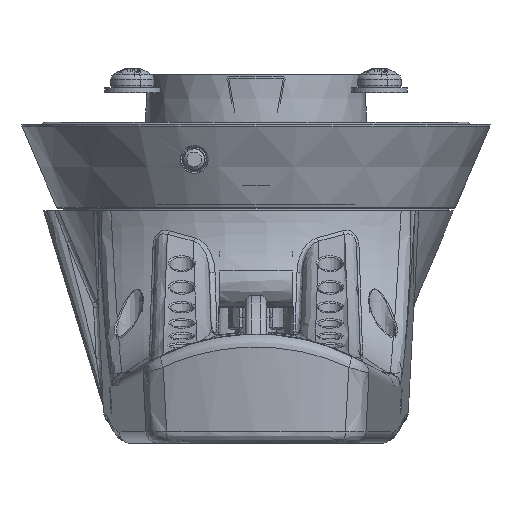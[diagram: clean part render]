
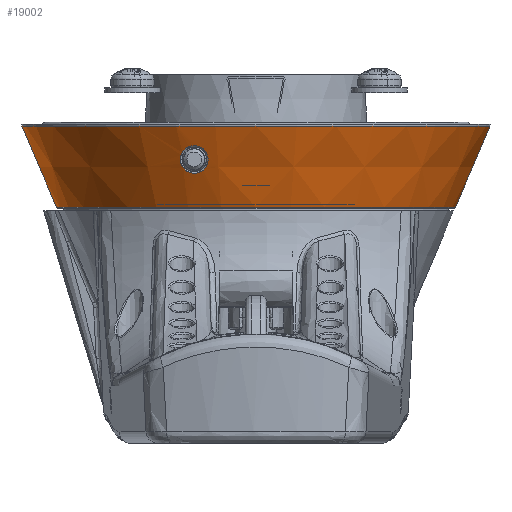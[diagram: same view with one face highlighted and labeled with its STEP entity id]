
A CAD part, front view. The second image highlights one B-rep face of the part: STEP entity #19002.
In plain terms, the highlighted conical face has half-angle 23 degrees and reference radius 32.25 mm.
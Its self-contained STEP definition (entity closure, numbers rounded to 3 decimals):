
#930=CONICAL_SURFACE('',#101674,32.25,23.);
#1595=FACE_BOUND('',#32143,.T.);
#1596=FACE_BOUND('',#32144,.T.);
#1597=FACE_BOUND('',#32145,.T.);
#19002=ADVANCED_FACE('',(#1595,#1596,#1597),#930,.T.);
#32143=EDGE_LOOP('',(#65923));
#32144=EDGE_LOOP('',(#65924));
#32145=EDGE_LOOP('',(#65925));
#37460=B_SPLINE_CURVE_WITH_KNOTS('',3,(#215776,#215777,#215778,#215779,
#215780,#215781,#215782,#215783,#215784,#215785,#215786,#215787,#215788,
#215789,#215790,#215791,#215792,#215793,#215794,#215795,#215796,#215797,
#215798,#215799,#215800,#215801,#215802,#215803,#215804,#215805,#215806,
#215807,#215808,#215809,#215810,#215811,#215812,#215813,#215814,#215815,
#215816,#215817,#215818,#215819,#215820,#215821,#215822,#215823,#215824,
#215825,#215826,#215827,#215828,#215829,#215830,#215831,#215832,#215833),
 .UNSPECIFIED.,.T.,.F.,(1,3,3,3,3,3,3,3,3,3,3,3,3,3,3,3,3,3,3,3,3,1),(-0.052,
0.,0.045,0.107,0.167,0.222,
0.272,0.318,0.363,0.409,
0.463,0.525,0.592,0.655,
0.71,0.759,0.804,0.849,
0.896,0.948,1.,1.045),.UNSPECIFIED.);
#41549=CIRCLE('',#101607,37.896);
#41597=CIRCLE('',#101673,32.302);
#65923=ORIENTED_EDGE('',*,*,#91328,.T.);
#65924=ORIENTED_EDGE('',*,*,#91327,.T.);
#65925=ORIENTED_EDGE('',*,*,#91407,.F.);
#76261=VERTEX_POINT('',#215774);
#76262=VERTEX_POINT('',#215834);
#76334=VERTEX_POINT('',#216183);
#91327=EDGE_CURVE('',#76261,#76261,#41549,.T.);
#91328=EDGE_CURVE('',#76262,#76262,#37460,.T.);
#91407=EDGE_CURVE('',#76334,#76334,#41597,.T.);
#101607=AXIS2_PLACEMENT_3D('',#215773,#121763,#121764);
#101673=AXIS2_PLACEMENT_3D('',#216182,#121909,#121910);
#101674=AXIS2_PLACEMENT_3D('',#216184,#121911,#121912);
#121763=DIRECTION('',(0.,0.,-1.));
#121764=DIRECTION('',(0.,-1.,0.));
#121909=DIRECTION('',(0.,0.,-1.));
#121910=DIRECTION('',(1.,0.,0.));
#121911=DIRECTION('',(0.,0.,1.));
#121912=DIRECTION('',(1.,0.,0.));
#215773=CARTESIAN_POINT('',(0.,0.,13.3));
#215774=CARTESIAN_POINT('',(0.,-37.896,13.3));
#215776=CARTESIAN_POINT('',(-7.776,-34.903,8.266));
#215777=CARTESIAN_POINT('',(-7.741,-34.82,8.058));
#215778=CARTESIAN_POINT('',(-7.737,-34.729,7.846));
#215779=CARTESIAN_POINT('',(-7.761,-34.635,7.641));
#215780=CARTESIAN_POINT('',(-7.793,-34.505,7.359));
#215781=CARTESIAN_POINT('',(-7.88,-34.365,7.083));
#215782=CARTESIAN_POINT('',(-8.013,-34.226,6.836));
#215783=CARTESIAN_POINT('',(-8.139,-34.093,6.599));
#215784=CARTESIAN_POINT('',(-8.31,-33.958,6.383));
#215785=CARTESIAN_POINT('',(-8.514,-33.829,6.205));
#215786=CARTESIAN_POINT('',(-8.701,-33.71,6.04));
#215787=CARTESIAN_POINT('',(-8.921,-33.593,5.904));
#215788=CARTESIAN_POINT('',(-9.158,-33.486,5.809));
#215789=CARTESIAN_POINT('',(-9.374,-33.389,5.722));
#215790=CARTESIAN_POINT('',(-9.609,-33.298,5.667));
#215791=CARTESIAN_POINT('',(-9.848,-33.22,5.651));
#215792=CARTESIAN_POINT('',(-10.069,-33.148,5.636));
#215793=CARTESIAN_POINT('',(-10.298,-33.085,5.654));
#215794=CARTESIAN_POINT('',(-10.519,-33.038,5.706));
#215795=CARTESIAN_POINT('',(-10.732,-32.993,5.757));
#215796=CARTESIAN_POINT('',(-10.943,-32.96,5.84));
#215797=CARTESIAN_POINT('',(-11.136,-32.946,5.953));
#215798=CARTESIAN_POINT('',(-11.337,-32.93,6.07));
#215799=CARTESIAN_POINT('',(-11.523,-32.934,6.222));
#215800=CARTESIAN_POINT('',(-11.678,-32.956,6.395));
#215801=CARTESIAN_POINT('',(-11.856,-32.983,6.593));
#215802=CARTESIAN_POINT('',(-11.998,-33.036,6.825));
#215803=CARTESIAN_POINT('',(-12.094,-33.109,7.064));
#215804=CARTESIAN_POINT('',(-12.205,-33.194,7.343));
#215805=CARTESIAN_POINT('',(-12.257,-33.31,7.642));
#215806=CARTESIAN_POINT('',(-12.254,-33.44,7.926));
#215807=CARTESIAN_POINT('',(-12.251,-33.578,8.228));
#215808=CARTESIAN_POINT('',(-12.185,-33.736,8.526));
#215809=CARTESIAN_POINT('',(-12.07,-33.897,8.792));
#215810=CARTESIAN_POINT('',(-11.961,-34.05,9.045));
#215811=CARTESIAN_POINT('',(-11.805,-34.21,9.279));
#215812=CARTESIAN_POINT('',(-11.612,-34.363,9.475));
#215813=CARTESIAN_POINT('',(-11.442,-34.499,9.65));
#215814=CARTESIAN_POINT('',(-11.239,-34.633,9.8));
#215815=CARTESIAN_POINT('',(-11.014,-34.755,9.913));
#215816=CARTESIAN_POINT('',(-10.816,-34.862,10.013));
#215817=CARTESIAN_POINT('',(-10.597,-34.961,10.086));
#215818=CARTESIAN_POINT('',(-10.369,-35.046,10.124));
#215819=CARTESIAN_POINT('',(-10.159,-35.123,10.159));
#215820=CARTESIAN_POINT('',(-9.938,-35.189,10.164));
#215821=CARTESIAN_POINT('',(-9.719,-35.237,10.137));
#215822=CARTESIAN_POINT('',(-9.503,-35.285,10.11));
#215823=CARTESIAN_POINT('',(-9.285,-35.316,10.049));
#215824=CARTESIAN_POINT('',(-9.082,-35.329,9.959));
#215825=CARTESIAN_POINT('',(-8.863,-35.342,9.861));
#215826=CARTESIAN_POINT('',(-8.657,-35.334,9.726));
#215827=CARTESIAN_POINT('',(-8.481,-35.306,9.566));
#215828=CARTESIAN_POINT('',(-8.29,-35.276,9.392));
#215829=CARTESIAN_POINT('',(-8.13,-35.222,9.183));
#215830=CARTESIAN_POINT('',(-8.012,-35.153,8.963));
#215831=CARTESIAN_POINT('',(-7.894,-35.084,8.742));
#215832=CARTESIAN_POINT('',(-7.815,-34.998,8.504));
#215833=CARTESIAN_POINT('',(-7.776,-34.903,8.266));
#215834=CARTESIAN_POINT('',(-7.776,-34.903,8.266));
#216182=CARTESIAN_POINT('',(0.,0.,0.122));
#216183=CARTESIAN_POINT('',(32.302,0.,0.122));
#216184=CARTESIAN_POINT('',(0.,0.,0.));
